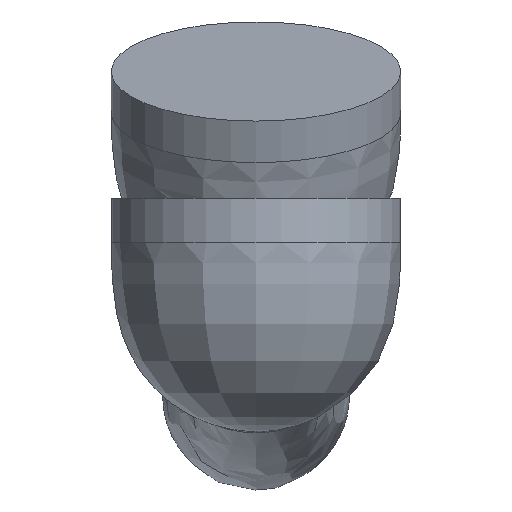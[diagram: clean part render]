
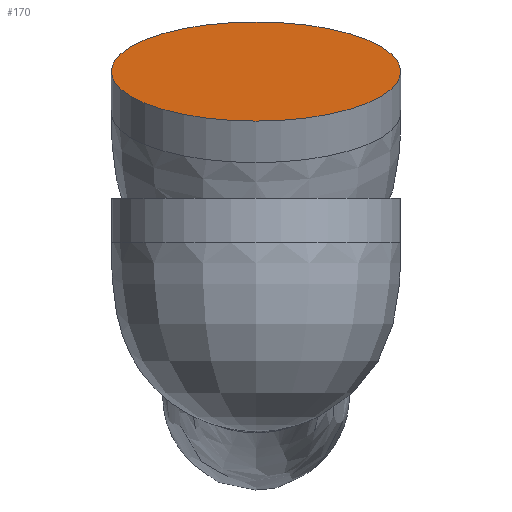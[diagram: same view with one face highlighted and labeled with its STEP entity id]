
A CAD part, front view. The second image highlights one B-rep face of the part: STEP entity #170.
In plain terms, the highlighted planar face has unit normal (0, -0.342, 0.94).
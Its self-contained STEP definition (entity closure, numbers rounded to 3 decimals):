
#15=PLANE('',#196);
#37=FACE_OUTER_BOUND('',#50,.T.);
#50=EDGE_LOOP('',(#150));
#70=CIRCLE('',#195,3.85);
#86=VERTEX_POINT('',#953);
#108=EDGE_CURVE('',#86,#86,#70,.T.);
#150=ORIENTED_EDGE('',*,*,#108,.F.);
#170=ADVANCED_FACE('',(#37),#15,.T.);
#195=AXIS2_PLACEMENT_3D('',#955,#219,#220);
#196=AXIS2_PLACEMENT_3D('',#956,#221,#222);
#219=DIRECTION('center_axis',(0.,0.342,-0.94));
#220=DIRECTION('ref_axis',(1.,0.,0.));
#221=DIRECTION('center_axis',(0.,-0.342,0.94));
#222=DIRECTION('ref_axis',(1.,0.,0.));
#953=CARTESIAN_POINT('',(7.7,19.085,3.365));
#955=CARTESIAN_POINT('Origin',(3.85,19.085,3.365));
#956=CARTESIAN_POINT('Origin',(0.,19.085,3.365));
